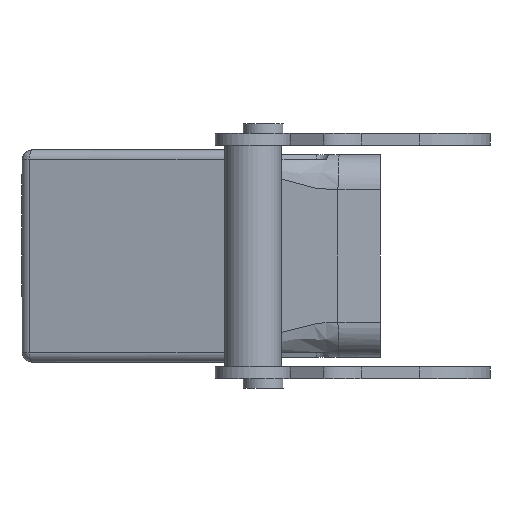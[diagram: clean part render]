
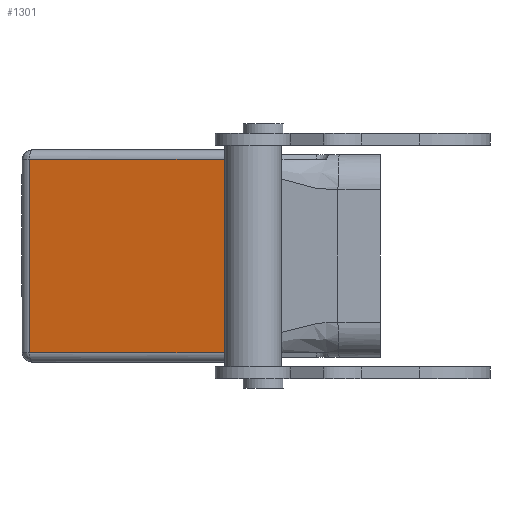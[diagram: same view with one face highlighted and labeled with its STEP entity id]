
A CAD part, left-side view. The second image highlights one B-rep face of the part: STEP entity #1301.
In plain terms, the highlighted planar face has unit normal (-0.982, 0.191, 0).
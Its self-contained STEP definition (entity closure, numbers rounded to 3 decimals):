
#1047=PLANE('',#5891);
#1301=ADVANCED_FACE('',(#1554),#1047,.T.);
#1554=FACE_OUTER_BOUND('',#1859,.T.);
#1859=EDGE_LOOP('',(#4058,#4059,#4060,#4061));
#2331=LINE('',#9786,#2802);
#2332=LINE('',#9788,#2803);
#2333=LINE('',#9791,#2804);
#2334=LINE('',#9792,#2805);
#2802=VECTOR('',#7050,1.);
#2803=VECTOR('',#7053,1.);
#2804=VECTOR('',#7054,1.);
#2805=VECTOR('',#7055,1.);
#4058=ORIENTED_EDGE('',*,*,#5260,.T.);
#4059=ORIENTED_EDGE('',*,*,#5261,.T.);
#4060=ORIENTED_EDGE('',*,*,#5259,.T.);
#4061=ORIENTED_EDGE('',*,*,#5262,.T.);
#4601=VERTEX_POINT('',#9776);
#4604=VERTEX_POINT('',#9785);
#4605=VERTEX_POINT('',#9789);
#4606=VERTEX_POINT('',#9790);
#5259=EDGE_CURVE('',#4601,#4604,#2331,.T.);
#5260=EDGE_CURVE('',#4605,#4606,#2332,.T.);
#5261=EDGE_CURVE('',#4606,#4601,#2333,.T.);
#5262=EDGE_CURVE('',#4604,#4605,#2334,.T.);
#5891=AXIS2_PLACEMENT_3D('',#9793,#7056,#7057);
#7050=DIRECTION('',(0.,0.,1.));
#7053=DIRECTION('',(0.,0.,-1.));
#7054=DIRECTION('',(-0.191,-0.982,0.));
#7055=DIRECTION('',(0.191,0.982,0.));
#7056=DIRECTION('',(-0.982,0.191,0.));
#7057=DIRECTION('',(-0.191,-0.982,0.));
#9776=CARTESIAN_POINT('',(-58.195,23.285,-20.5));
#9785=CARTESIAN_POINT('',(-58.195,23.285,20.5));
#9786=CARTESIAN_POINT('',(-58.195,23.285,-20.5));
#9788=CARTESIAN_POINT('',(-50.012,65.382,20.5));
#9789=CARTESIAN_POINT('',(-50.012,65.382,20.5));
#9790=CARTESIAN_POINT('',(-50.012,65.382,-20.5));
#9791=CARTESIAN_POINT('',(-50.012,65.382,-20.5));
#9792=CARTESIAN_POINT('',(-58.195,23.285,20.5));
#9793=CARTESIAN_POINT('',(-49.251,69.298,-22.6));
